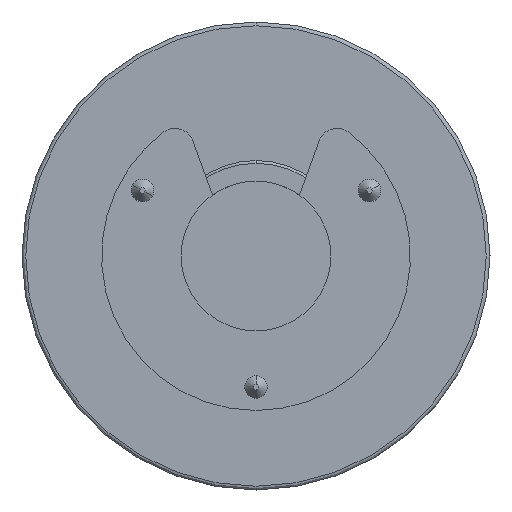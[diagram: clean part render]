
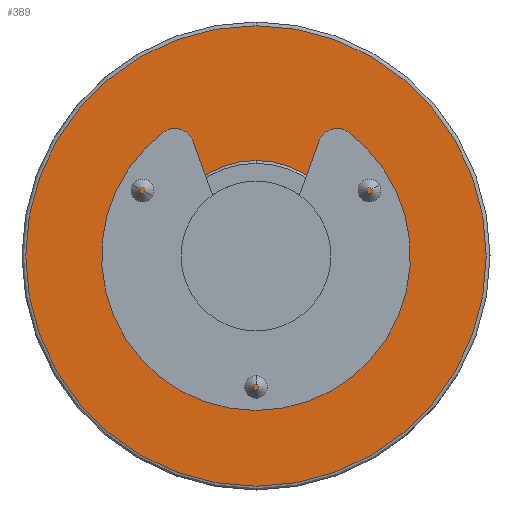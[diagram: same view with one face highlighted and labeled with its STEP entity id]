
A CAD part, front view. The second image highlights one B-rep face of the part: STEP entity #389.
In plain terms, the highlighted planar face has unit normal (0, -1, 0).
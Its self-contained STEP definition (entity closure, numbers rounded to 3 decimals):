
#89 = VERTEX_POINT ( 'NONE', #5367 ) ;
#171 = VERTEX_POINT ( 'NONE', #3622 ) ;
#212 = AXIS2_PLACEMENT_3D ( 'NONE', #4577, #2483, #4199 ) ;
#389 = ADVANCED_FACE ( 'NONE', ( #5407, #3345 ), #3691, .F. ) ;
#398 = DIRECTION ( 'NONE',  ( 0., 0., 1. ) ) ;
#441 = AXIS2_PLACEMENT_3D ( 'NONE', #5578, #2526, #398 ) ;
#641 = VERTEX_POINT ( 'NONE', #3970 ) ;
#653 = DIRECTION ( 'NONE',  ( 0., 0., 1. ) ) ;
#878 = CIRCLE ( 'NONE', #441, 5.1 ) ;
#1017 = EDGE_CURVE ( 'NONE', #3025, #89, #4516, .T. ) ;
#1085 = ORIENTED_EDGE ( 'NONE', *, *, #1725, .T. ) ;
#1239 = EDGE_CURVE ( 'NONE', #89, #3025, #1845, .T. ) ;
#1443 = ORIENTED_EDGE ( 'NONE', *, *, #1017, .T. ) ;
#1563 = CARTESIAN_POINT ( 'NONE',  ( 0., -51.1, 0. ) ) ;
#1725 = EDGE_CURVE ( 'NONE', #171, #641, #4169, .T. ) ;
#1845 = CIRCLE ( 'NONE', #5173, 12.3 ) ;
#1862 = CARTESIAN_POINT ( 'NONE',  ( 0., -51.1, 0. ) ) ;
#2055 = DIRECTION ( 'NONE',  ( 0., 1., 0. ) ) ;
#2140 = ORIENTED_EDGE ( 'NONE', *, *, #2724, .T. ) ;
#2283 = AXIS2_PLACEMENT_3D ( 'NONE', #4699, #3033, #4253 ) ;
#2483 = DIRECTION ( 'NONE',  ( 0., 1., 0. ) ) ;
#2526 = DIRECTION ( 'NONE',  ( 0., 1., 0. ) ) ;
#2724 = EDGE_CURVE ( 'NONE', #641, #171, #878, .T. ) ;
#2804 = DIRECTION ( 'NONE',  ( 0., -1., 0. ) ) ;
#3025 = VERTEX_POINT ( 'NONE', #3436 ) ;
#3033 = DIRECTION ( 'NONE',  ( 0., -1., 0. ) ) ;
#3345 = FACE_OUTER_BOUND ( 'NONE', #5381, .T. ) ;
#3436 = CARTESIAN_POINT ( 'NONE',  ( 0., -51.1, -12.3 ) ) ;
#3622 = CARTESIAN_POINT ( 'NONE',  ( 0., -51.1, 5.1 ) ) ;
#3691 = PLANE ( 'NONE',  #212 ) ;
#3970 = CARTESIAN_POINT ( 'NONE',  ( 0., -51.1, -5.1 ) ) ;
#4112 = DIRECTION ( 'NONE',  ( 0., 0., 1. ) ) ;
#4169 = CIRCLE ( 'NONE', #4341, 5.1 ) ;
#4199 = DIRECTION ( 'NONE',  ( 0., 0., 1. ) ) ;
#4253 = DIRECTION ( 'NONE',  ( 0., 0., 1. ) ) ;
#4341 = AXIS2_PLACEMENT_3D ( 'NONE', #1563, #2055, #4112 ) ;
#4516 = CIRCLE ( 'NONE', #2283, 12.3 ) ;
#4577 = CARTESIAN_POINT ( 'NONE',  ( 4.9, -51.1, 0. ) ) ;
#4699 = CARTESIAN_POINT ( 'NONE',  ( 0., -51.1, 0. ) ) ;
#4886 = ORIENTED_EDGE ( 'NONE', *, *, #1239, .T. ) ;
#5173 = AXIS2_PLACEMENT_3D ( 'NONE', #1862, #2804, #653 ) ;
#5367 = CARTESIAN_POINT ( 'NONE',  ( 0., -51.1, 12.3 ) ) ;
#5381 = EDGE_LOOP ( 'NONE', ( #4886, #1443 ) ) ;
#5407 = FACE_BOUND ( 'NONE', #5496, .T. ) ;
#5496 = EDGE_LOOP ( 'NONE', ( #1085, #2140 ) ) ;
#5578 = CARTESIAN_POINT ( 'NONE',  ( 0., -51.1, 0. ) ) ;
